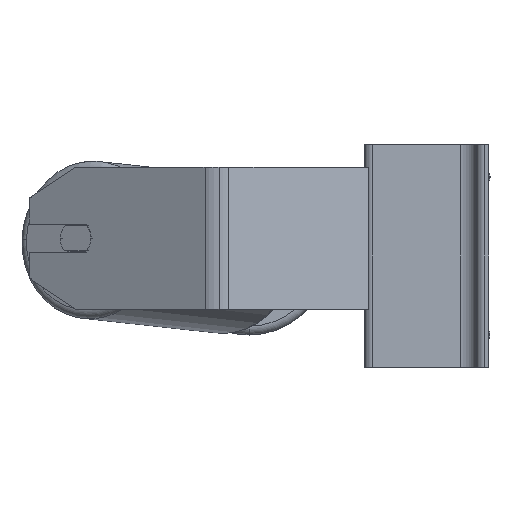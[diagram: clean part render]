
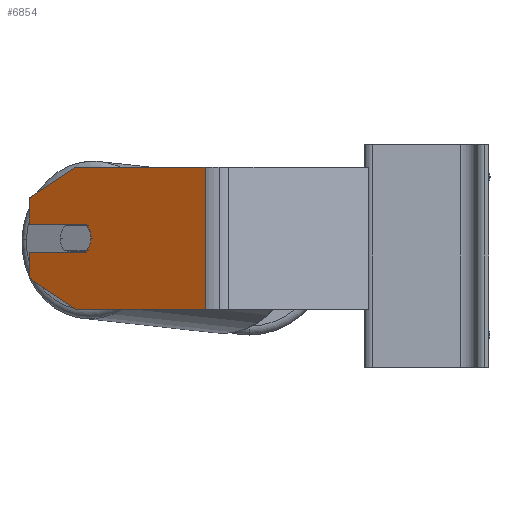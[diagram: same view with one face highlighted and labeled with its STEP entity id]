
A CAD part, left-side view. The second image highlights one B-rep face of the part: STEP entity #6854.
In plain terms, the highlighted planar face has unit normal (-0.866, 0.5, 0).
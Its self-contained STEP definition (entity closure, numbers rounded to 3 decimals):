
#319 = CARTESIAN_POINT ( 'NONE',  ( -257.78, 206.716, 32.679 ) ) ;
#352 = VERTEX_POINT ( 'NONE', #2134 ) ;
#359 = EDGE_CURVE ( 'NONE', #8866, #2888, #7728, .T. ) ;
#376 = ORIENTED_EDGE ( 'NONE', *, *, #4995, .T. ) ;
#645 = CARTESIAN_POINT ( 'NONE',  ( -257.78, 206.716, 50. ) ) ;
#803 = EDGE_LOOP ( 'NONE', ( #1894, #9021, #7581, #5711, #4870, #4101, #376, #3155, #5303, #4986, #3435 ) ) ;
#841 = VECTOR ( 'NONE', #6192, 1000. ) ;
#857 = VECTOR ( 'NONE', #4335, 1000. ) ;
#1005 = VERTEX_POINT ( 'NONE', #8174 ) ;
#1026 = CARTESIAN_POINT ( 'NONE',  ( -257.78, 206.716, -12.679 ) ) ;
#1151 = CARTESIAN_POINT ( 'NONE',  ( -277.78, 172.075, 10. ) ) ;
#1243 = CARTESIAN_POINT ( 'NONE',  ( -257.78, 206.716, 18. ) ) ;
#1267 = CARTESIAN_POINT ( 'NONE',  ( -314.876, 107.824, -30. ) ) ;
#1355 = AXIS2_PLACEMENT_3D ( 'NONE', #6113, #9394, #7562 ) ;
#1536 = DIRECTION ( 'NONE',  ( 0., 0., -1. ) ) ;
#1764 = VERTEX_POINT ( 'NONE', #1151 ) ;
#1855 = CARTESIAN_POINT ( 'NONE',  ( -257.78, 206.716, 32.679 ) ) ;
#1894 = ORIENTED_EDGE ( 'NONE', *, *, #6362, .T. ) ;
#2134 = CARTESIAN_POINT ( 'NONE',  ( -272.78, 180.735, 50. ) ) ;
#2341 = CARTESIAN_POINT ( 'NONE',  ( -257.78, 206.716, 50. ) ) ;
#2357 = CARTESIAN_POINT ( 'NONE',  ( -314.876, 107.824, 50. ) ) ;
#2446 = DIRECTION ( 'NONE',  ( 0.433, 0.75, -0.5 ) ) ;
#2808 = DIRECTION ( 'NONE',  ( -0.5, -0.866, 0. ) ) ;
#2888 = VERTEX_POINT ( 'NONE', #4226 ) ;
#3006 = VERTEX_POINT ( 'NONE', #1267 ) ;
#3155 = ORIENTED_EDGE ( 'NONE', *, *, #8472, .F. ) ;
#3179 = AXIS2_PLACEMENT_3D ( 'NONE', #645, #8887, #4904 ) ;
#3379 = CARTESIAN_POINT ( 'NONE',  ( -275.78, 175.539, 18. ) ) ;
#3435 = ORIENTED_EDGE ( 'NONE', *, *, #359, .F. ) ;
#3625 = CARTESIAN_POINT ( 'NONE',  ( -272.78, 180.735, -30. ) ) ;
#3720 = VERTEX_POINT ( 'NONE', #319 ) ;
#3790 = DIRECTION ( 'NONE',  ( -0.5, -0.866, 0. ) ) ;
#3851 = DIRECTION ( 'NONE',  ( -0.866, 0.5, 0. ) ) ;
#3881 = VECTOR ( 'NONE', #8538, 1000. ) ;
#3904 = EDGE_CURVE ( 'NONE', #6121, #3006, #9741, .T. ) ;
#4066 = EDGE_CURVE ( 'NONE', #352, #6121, #5302, .T. ) ;
#4101 = ORIENTED_EDGE ( 'NONE', *, *, #7761, .T. ) ;
#4174 = LINE ( 'NONE', #1855, #6122 ) ;
#4226 = CARTESIAN_POINT ( 'NONE',  ( -275.78, 175.539, 2. ) ) ;
#4232 = EDGE_CURVE ( 'NONE', #2888, #1764, #6398, .T. ) ;
#4335 = DIRECTION ( 'NONE',  ( -0.5, -0.866, 0. ) ) ;
#4459 = LINE ( 'NONE', #1243, #841 ) ;
#4736 = VERTEX_POINT ( 'NONE', #3379 ) ;
#4870 = ORIENTED_EDGE ( 'NONE', *, *, #4066, .F. ) ;
#4904 = DIRECTION ( 'NONE',  ( 0.5, 0.866, 0. ) ) ;
#4986 = ORIENTED_EDGE ( 'NONE', *, *, #4232, .F. ) ;
#4995 = EDGE_CURVE ( 'NONE', #3720, #1005, #9879, .T. ) ;
#5302 = LINE ( 'NONE', #6807, #6234 ) ;
#5303 = ORIENTED_EDGE ( 'NONE', *, *, #10472, .F. ) ;
#5337 = CARTESIAN_POINT ( 'NONE',  ( -257.78, 206.716, -30. ) ) ;
#5352 = CARTESIAN_POINT ( 'NONE',  ( -257.78, 206.716, 2. ) ) ;
#5618 = VERTEX_POINT ( 'NONE', #6887 ) ;
#5642 = DIRECTION ( 'NONE',  ( 0., 0., -1. ) ) ;
#5711 = ORIENTED_EDGE ( 'NONE', *, *, #3904, .F. ) ;
#5727 = AXIS2_PLACEMENT_3D ( 'NONE', #9731, #3851, #3790 ) ;
#5960 = CARTESIAN_POINT ( 'NONE',  ( -257.78, 206.716, 2. ) ) ;
#6113 = CARTESIAN_POINT ( 'NONE',  ( -272.78, 180.735, 10. ) ) ;
#6121 = VERTEX_POINT ( 'NONE', #7898 ) ;
#6122 = VECTOR ( 'NONE', #2446, 1000. ) ;
#6192 = DIRECTION ( 'NONE',  ( 0.5, 0.866, 0. ) ) ;
#6234 = VECTOR ( 'NONE', #8593, 1000. ) ;
#6357 = FACE_OUTER_BOUND ( 'NONE', #803, .T. ) ;
#6362 = EDGE_CURVE ( 'NONE', #8866, #8317, #6913, .T. ) ;
#6398 = CIRCLE ( 'NONE', #5727, 10. ) ;
#6614 = VECTOR ( 'NONE', #9343, 1000. ) ;
#6807 = CARTESIAN_POINT ( 'NONE',  ( -257.78, 206.716, 50. ) ) ;
#6845 = LINE ( 'NONE', #5337, #7868 ) ;
#6854 = ADVANCED_FACE ( 'NONE', ( #6357 ), #9855, .F. ) ;
#6887 = CARTESIAN_POINT ( 'NONE',  ( -272.78, 180.735, -30. ) ) ;
#6913 = LINE ( 'NONE', #8426, #6614 ) ;
#7511 = EDGE_CURVE ( 'NONE', #8317, #5618, #9450, .T. ) ;
#7562 = DIRECTION ( 'NONE',  ( -0.5, -0.866, 0. ) ) ;
#7581 = ORIENTED_EDGE ( 'NONE', *, *, #7891, .T. ) ;
#7728 = LINE ( 'NONE', #5352, #857 ) ;
#7761 = EDGE_CURVE ( 'NONE', #352, #3720, #4174, .T. ) ;
#7868 = VECTOR ( 'NONE', #2808, 1000. ) ;
#7891 = EDGE_CURVE ( 'NONE', #5618, #3006, #6845, .T. ) ;
#7898 = CARTESIAN_POINT ( 'NONE',  ( -314.876, 107.824, 50. ) ) ;
#7954 = VECTOR ( 'NONE', #5642, 1000. ) ;
#8174 = CARTESIAN_POINT ( 'NONE',  ( -257.78, 206.716, 18. ) ) ;
#8317 = VERTEX_POINT ( 'NONE', #1026 ) ;
#8426 = CARTESIAN_POINT ( 'NONE',  ( -257.78, 206.716, 50. ) ) ;
#8472 = EDGE_CURVE ( 'NONE', #4736, #1005, #4459, .T. ) ;
#8538 = DIRECTION ( 'NONE',  ( -0.433, -0.75, -0.5 ) ) ;
#8593 = DIRECTION ( 'NONE',  ( -0.5, -0.866, 0. ) ) ;
#8866 = VERTEX_POINT ( 'NONE', #5960 ) ;
#8887 = DIRECTION ( 'NONE',  ( 0.866, -0.5, 0. ) ) ;
#9021 = ORIENTED_EDGE ( 'NONE', *, *, #7511, .T. ) ;
#9343 = DIRECTION ( 'NONE',  ( 0., 0., -1. ) ) ;
#9394 = DIRECTION ( 'NONE',  ( -0.866, 0.5, 0. ) ) ;
#9450 = LINE ( 'NONE', #3625, #3881 ) ;
#9731 = CARTESIAN_POINT ( 'NONE',  ( -272.78, 180.735, 10. ) ) ;
#9741 = LINE ( 'NONE', #2357, #7954 ) ;
#9855 = PLANE ( 'NONE',  #3179 ) ;
#9879 = LINE ( 'NONE', #2341, #10201 ) ;
#10110 = CIRCLE ( 'NONE', #1355, 10. ) ;
#10201 = VECTOR ( 'NONE', #1536, 1000. ) ;
#10472 = EDGE_CURVE ( 'NONE', #1764, #4736, #10110, .T. ) ;
